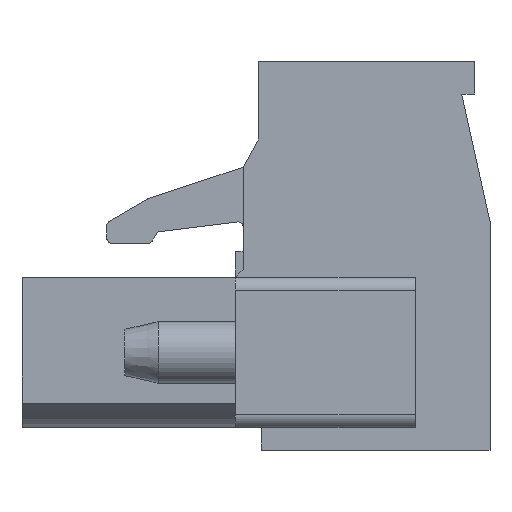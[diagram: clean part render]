
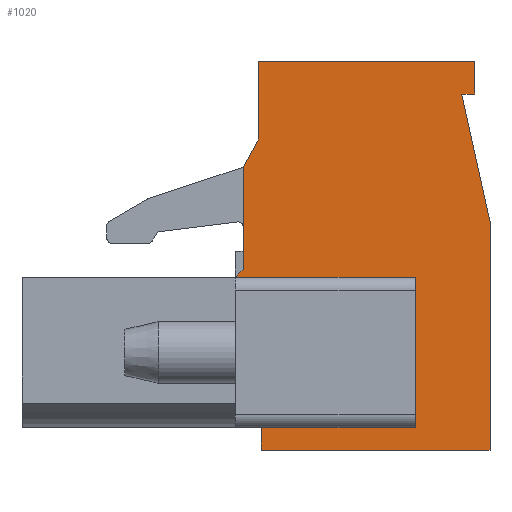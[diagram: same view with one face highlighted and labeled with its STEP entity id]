
A CAD part, left-side view. The second image highlights one B-rep face of the part: STEP entity #1020.
In plain terms, the highlighted planar face has unit normal (-1, 0, 0).
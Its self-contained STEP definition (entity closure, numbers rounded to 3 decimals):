
#1020 = ADVANCED_FACE( '', ( #2332 ), #2333, .T. );
#2332 = FACE_OUTER_BOUND( '', #4035, .T. );
#2333 = PLANE( '', #4036 );
#4035 = EDGE_LOOP( '', ( #6567, #6568, #6569, #6570, #6571, #6572, #6573, #6574, #6575, #6576, #6577, #6578, #6579, #6580 ) );
#4036 = AXIS2_PLACEMENT_3D( '', #6581, #6582, #6583 );
#6567 = ORIENTED_EDGE( '', *, *, #11022, .F. );
#6568 = ORIENTED_EDGE( '', *, *, #11023, .F. );
#6569 = ORIENTED_EDGE( '', *, *, #10867, .F. );
#6570 = ORIENTED_EDGE( '', *, *, #11024, .T. );
#6571 = ORIENTED_EDGE( '', *, *, #10840, .T. );
#6572 = ORIENTED_EDGE( '', *, *, #11025, .T. );
#6573 = ORIENTED_EDGE( '', *, *, #10652, .T. );
#6574 = ORIENTED_EDGE( '', *, *, #11026, .T. );
#6575 = ORIENTED_EDGE( '', *, *, #11027, .T. );
#6576 = ORIENTED_EDGE( '', *, *, #10919, .T. );
#6577 = ORIENTED_EDGE( '', *, *, #11028, .T. );
#6578 = ORIENTED_EDGE( '', *, *, #11029, .T. );
#6579 = ORIENTED_EDGE( '', *, *, #11030, .T. );
#6580 = ORIENTED_EDGE( '', *, *, #11031, .T. );
#6581 = CARTESIAN_POINT( '', ( -10.43, 0., 0. ) );
#6582 = DIRECTION( '', ( -1., 0., 0. ) );
#6583 = DIRECTION( '', ( 0., 0., 1. ) );
#10652 = EDGE_CURVE( '', #12916, #12914, #12917, .T. );
#10840 = EDGE_CURVE( '', #13220, #13221, #13222, .T. );
#10867 = EDGE_CURVE( '', #13268, #13258, #13270, .T. );
#10919 = EDGE_CURVE( '', #13352, #13353, #13354, .T. );
#11022 = EDGE_CURVE( '', #13526, #13022, #13527, .T. );
#11023 = EDGE_CURVE( '', #13258, #13526, #13528, .T. );
#11024 = EDGE_CURVE( '', #13268, #13220, #13529, .T. );
#11025 = EDGE_CURVE( '', #13221, #12916, #13530, .T. );
#11026 = EDGE_CURVE( '', #12914, #13531, #13532, .T. );
#11027 = EDGE_CURVE( '', #13531, #13352, #13533, .T. );
#11028 = EDGE_CURVE( '', #13353, #13534, #13535, .T. );
#11029 = EDGE_CURVE( '', #13534, #13536, #13537, .T. );
#11030 = EDGE_CURVE( '', #13536, #13538, #13539, .T. );
#11031 = EDGE_CURVE( '', #13538, #13022, #13540, .F. );
#12914 = VERTEX_POINT( '', #16083 );
#12916 = VERTEX_POINT( '', #16086 );
#12917 = LINE( '', #16087, #16088 );
#13022 = VERTEX_POINT( '', #16240 );
#13220 = VERTEX_POINT( '', #16530 );
#13221 = VERTEX_POINT( '', #16531 );
#13222 = LINE( '', #16532, #16533 );
#13258 = VERTEX_POINT( '', #16586 );
#13268 = VERTEX_POINT( '', #16602 );
#13270 = LINE( '', #16605, #16606 );
#13352 = VERTEX_POINT( '', #16725 );
#13353 = VERTEX_POINT( '', #16726 );
#13354 = LINE( '', #16727, #16728 );
#13526 = VERTEX_POINT( '', #16979 );
#13527 = LINE( '', #16980, #16981 );
#13528 = LINE( '', #16982, #16983 );
#13529 = LINE( '', #16984, #16985 );
#13530 = LINE( '', #16986, #16987 );
#13531 = VERTEX_POINT( '', #16988 );
#13532 = LINE( '', #16989, #16990 );
#13533 = LINE( '', #16991, #16992 );
#13534 = VERTEX_POINT( '', #16993 );
#13535 = LINE( '', #16994, #16995 );
#13536 = VERTEX_POINT( '', #16996 );
#13537 = LINE( '', #16997, #16998 );
#13538 = VERTEX_POINT( '', #16999 );
#13539 = LINE( '', #17000, #17001 );
#13540 = LINE( '', #17002, #17003 );
#16083 = CARTESIAN_POINT( '', ( -10.43, -3.35, 9.4 ) );
#16086 = CARTESIAN_POINT( '', ( -10.43, -4.45, 4.45 ) );
#16087 = CARTESIAN_POINT( '', ( -10.43, -4.45, 4.45 ) );
#16088 = VECTOR( '', #19671, 1000. );
#16240 = CARTESIAN_POINT( '', ( -10.43, 5.45, 2.275 ) );
#16530 = CARTESIAN_POINT( '', ( -10.43, 4.45, -4.45 ) );
#16531 = CARTESIAN_POINT( '', ( -10.43, -4.45, -4.45 ) );
#16532 = CARTESIAN_POINT( '', ( -10.43, 4.45, -4.45 ) );
#16533 = VECTOR( '', #19855, 1000. );
#16586 = CARTESIAN_POINT( '', ( -10.43, -1.55, -3.575 ) );
#16602 = CARTESIAN_POINT( '', ( -10.43, 4.45, -3.575 ) );
#16605 = CARTESIAN_POINT( '', ( -10.43, 5.45, -3.575 ) );
#16606 = VECTOR( '', #19880, 1000. );
#16725 = CARTESIAN_POINT( '', ( -10.43, -3.85, 10.65 ) );
#16726 = CARTESIAN_POINT( '', ( -10.43, 4.55, 10.65 ) );
#16727 = CARTESIAN_POINT( '', ( -10.43, -3.85, 10.65 ) );
#16728 = VECTOR( '', #19941, 1000. );
#16979 = CARTESIAN_POINT( '', ( -10.43, -1.55, 2.275 ) );
#16980 = CARTESIAN_POINT( '', ( -10.43, -1.55, 2.275 ) );
#16981 = VECTOR( '', #20036, 1000. );
#16982 = CARTESIAN_POINT( '', ( -10.43, -1.55, -3.575 ) );
#16983 = VECTOR( '', #20037, 1000. );
#16984 = CARTESIAN_POINT( '', ( -10.43, 4.45, -3.575 ) );
#16985 = VECTOR( '', #20038, 1000. );
#16986 = CARTESIAN_POINT( '', ( -10.43, -4.45, -4.45 ) );
#16987 = VECTOR( '', #20039, 1000. );
#16988 = CARTESIAN_POINT( '', ( -10.43, -3.85, 9.4 ) );
#16989 = CARTESIAN_POINT( '', ( -10.43, -3.35, 9.4 ) );
#16990 = VECTOR( '', #20040, 1000. );
#16991 = CARTESIAN_POINT( '', ( -10.43, -3.85, 9.4 ) );
#16992 = VECTOR( '', #20041, 1000. );
#16993 = CARTESIAN_POINT( '', ( -10.43, 4.55, 7.65 ) );
#16994 = CARTESIAN_POINT( '', ( -10.43, 4.55, 10.65 ) );
#16995 = VECTOR( '', #20042, 1000. );
#16996 = CARTESIAN_POINT( '', ( -10.43, 5.15, 6.55 ) );
#16997 = CARTESIAN_POINT( '', ( -10.43, 4.55, 7.65 ) );
#16998 = VECTOR( '', #20043, 1000. );
#16999 = CARTESIAN_POINT( '', ( -10.43, 5.15, 2.575 ) );
#17000 = CARTESIAN_POINT( '', ( -10.43, 5.15, 6.55 ) );
#17001 = VECTOR( '', #20044, 1000. );
#17002 = CARTESIAN_POINT( '', ( -10.43, 5.15, 2.575 ) );
#17003 = VECTOR( '', #20045, 1000. );
#19671 = DIRECTION( '', ( 0., 0.217, 0.976 ) );
#19855 = DIRECTION( '', ( 0., -1., 0. ) );
#19880 = DIRECTION( '', ( 0., -1., 0. ) );
#19941 = DIRECTION( '', ( 0., 1., 0. ) );
#20036 = DIRECTION( '', ( 0., 1., 0. ) );
#20037 = DIRECTION( '', ( 0., 0., 1. ) );
#20038 = DIRECTION( '', ( 0., 0., -1. ) );
#20039 = DIRECTION( '', ( 0., 0., 1. ) );
#20040 = DIRECTION( '', ( 0., -1., 0. ) );
#20041 = DIRECTION( '', ( 0., 0., 1. ) );
#20042 = DIRECTION( '', ( 0., 0., -1. ) );
#20043 = DIRECTION( '', ( 0., 0.479, -0.878 ) );
#20044 = DIRECTION( '', ( 0., 0., -1. ) );
#20045 = DIRECTION( '', ( 0., -0.707, 0.707 ) );
